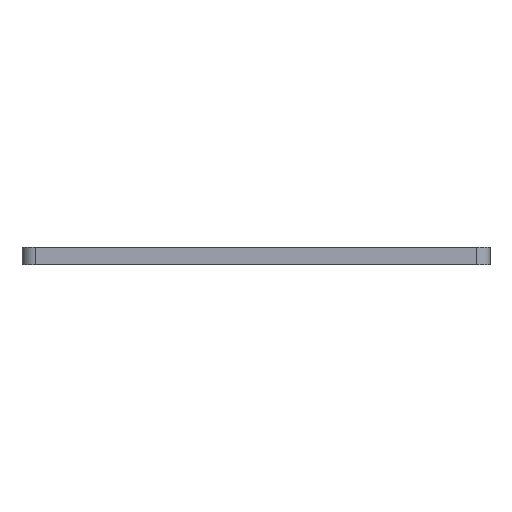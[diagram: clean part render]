
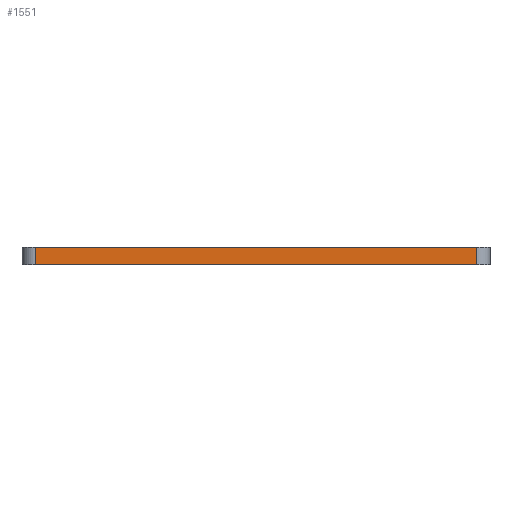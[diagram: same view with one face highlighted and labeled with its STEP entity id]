
A CAD part, front view. The second image highlights one B-rep face of the part: STEP entity #1551.
In plain terms, the highlighted planar face has unit normal (0, -1, 0).
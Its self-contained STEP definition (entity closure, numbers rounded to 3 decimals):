
#94 = PLANE('',#95);
#95 = AXIS2_PLACEMENT_3D('',#96,#97,#98);
#96 = CARTESIAN_POINT('',(-1481.5,442.012,2.));
#97 = DIRECTION('',(0.,0.,1.));
#98 = DIRECTION('',(0.,-1.,0.));
#170 = PLANE('',#171);
#171 = AXIS2_PLACEMENT_3D('',#172,#173,#174);
#172 = CARTESIAN_POINT('',(-1481.5,442.012,-2.));
#173 = DIRECTION('',(0.,0.,1.));
#174 = DIRECTION('',(0.,-1.,0.));
#336 = VERTEX_POINT('',#337);
#337 = CARTESIAN_POINT('',(49.5,-47.488,2.));
#356 = CYLINDRICAL_SURFACE('',#357,3.);
#357 = AXIS2_PLACEMENT_3D('',#358,#359,#360);
#358 = CARTESIAN_POINT('',(49.5,-44.488,-1203.944));
#359 = DIRECTION('',(0.,0.,-1.));
#360 = DIRECTION('',(1.,0.,0.));
#492 = VERTEX_POINT('',#493);
#493 = CARTESIAN_POINT('',(-49.5,-47.488,2.));
#512 = CYLINDRICAL_SURFACE('',#513,3.);
#513 = AXIS2_PLACEMENT_3D('',#514,#515,#516);
#514 = CARTESIAN_POINT('',(-49.5,-44.488,-1203.944));
#515 = DIRECTION('',(0.,0.,-1.));
#516 = DIRECTION('',(0.,-1.,0.));
#546 = EDGE_CURVE('',#336,#492,#547,.T.);
#547 = SURFACE_CURVE('',#548,(#552,#559),.PCURVE_S1.);
#548 = LINE('',#549,#550);
#549 = CARTESIAN_POINT('',(49.5,-47.488,2.));
#550 = VECTOR('',#551,1.);
#551 = DIRECTION('',(-1.,0.,0.));
#552 = PCURVE('',#94,#553);
#553 = DEFINITIONAL_REPRESENTATION('',(#554),#558);
#554 = LINE('',#555,#556);
#555 = CARTESIAN_POINT('',(489.5,1531.));
#556 = VECTOR('',#557,1.);
#557 = DIRECTION('',(0.,-1.));
#558 = ( GEOMETRIC_REPRESENTATION_CONTEXT(2) 
PARAMETRIC_REPRESENTATION_CONTEXT() REPRESENTATION_CONTEXT('2D SPACE',''
  ) );
#559 = PCURVE('',#560,#565);
#560 = PLANE('',#561);
#561 = AXIS2_PLACEMENT_3D('',#562,#563,#564);
#562 = CARTESIAN_POINT('',(-52.5,-47.488,-2.));
#563 = DIRECTION('',(0.,1.,0.));
#564 = DIRECTION('',(1.,0.,0.));
#565 = DEFINITIONAL_REPRESENTATION('',(#566),#570);
#566 = LINE('',#567,#568);
#567 = CARTESIAN_POINT('',(102.,-4.));
#568 = VECTOR('',#569,1.);
#569 = DIRECTION('',(-1.,0.));
#570 = ( GEOMETRIC_REPRESENTATION_CONTEXT(2) 
PARAMETRIC_REPRESENTATION_CONTEXT() REPRESENTATION_CONTEXT('2D SPACE',''
  ) );
#841 = EDGE_CURVE('',#842,#336,#844,.T.);
#842 = VERTEX_POINT('',#843);
#843 = CARTESIAN_POINT('',(49.5,-47.488,-2.));
#844 = SURFACE_CURVE('',#845,(#849,#878),.PCURVE_S1.);
#845 = LINE('',#846,#847);
#846 = CARTESIAN_POINT('',(49.5,-47.488,-2.));
#847 = VECTOR('',#848,1.);
#848 = DIRECTION('',(0.,0.,1.));
#849 = PCURVE('',#356,#850);
#850 = DEFINITIONAL_REPRESENTATION('',(#851),#877);
#851 = B_SPLINE_CURVE_WITH_KNOTS('',3,(#852,#853,#854,#855,#856,#857,
    #858,#859,#860,#861,#862,#863,#864,#865,#866,#867,#868,#869,#870,
    #871,#872,#873,#874,#875,#876),.UNSPECIFIED.,.F.,.F.,(4,1,1,1,1,1,1,
    1,1,1,1,1,1,1,1,1,1,1,1,1,1,1,4),(0.,0.182,
    0.364,0.545,0.727,0.909,
    1.091,1.273,1.455,1.636,
    1.818,2.,2.182,2.364,2.545,
    2.727,2.909,3.091,3.273,
    3.455,3.636,3.818,4.),
  .QUASI_UNIFORM_KNOTS.);
#852 = CARTESIAN_POINT('',(1.571,-1201.944));
#853 = CARTESIAN_POINT('',(1.571,-1202.005));
#854 = CARTESIAN_POINT('',(1.571,-1202.126));
#855 = CARTESIAN_POINT('',(1.571,-1202.308));
#856 = CARTESIAN_POINT('',(1.571,-1202.489));
#857 = CARTESIAN_POINT('',(1.571,-1202.671));
#858 = CARTESIAN_POINT('',(1.571,-1202.853));
#859 = CARTESIAN_POINT('',(1.571,-1203.035));
#860 = CARTESIAN_POINT('',(1.571,-1203.217));
#861 = CARTESIAN_POINT('',(1.571,-1203.399));
#862 = CARTESIAN_POINT('',(1.571,-1203.58));
#863 = CARTESIAN_POINT('',(1.571,-1203.762));
#864 = CARTESIAN_POINT('',(1.571,-1203.944));
#865 = CARTESIAN_POINT('',(1.571,-1204.126));
#866 = CARTESIAN_POINT('',(1.571,-1204.308));
#867 = CARTESIAN_POINT('',(1.571,-1204.489));
#868 = CARTESIAN_POINT('',(1.571,-1204.671));
#869 = CARTESIAN_POINT('',(1.571,-1204.853));
#870 = CARTESIAN_POINT('',(1.571,-1205.035));
#871 = CARTESIAN_POINT('',(1.571,-1205.217));
#872 = CARTESIAN_POINT('',(1.571,-1205.399));
#873 = CARTESIAN_POINT('',(1.571,-1205.58));
#874 = CARTESIAN_POINT('',(1.571,-1205.762));
#875 = CARTESIAN_POINT('',(1.571,-1205.883));
#876 = CARTESIAN_POINT('',(1.571,-1205.944));
#877 = ( GEOMETRIC_REPRESENTATION_CONTEXT(2) 
PARAMETRIC_REPRESENTATION_CONTEXT() REPRESENTATION_CONTEXT('2D SPACE',''
  ) );
#878 = PCURVE('',#560,#879);
#879 = DEFINITIONAL_REPRESENTATION('',(#880),#884);
#880 = LINE('',#881,#882);
#881 = CARTESIAN_POINT('',(102.,0.));
#882 = VECTOR('',#883,1.);
#883 = DIRECTION('',(0.,-1.));
#884 = ( GEOMETRIC_REPRESENTATION_CONTEXT(2) 
PARAMETRIC_REPRESENTATION_CONTEXT() REPRESENTATION_CONTEXT('2D SPACE',''
  ) );
#1100 = EDGE_CURVE('',#842,#1101,#1103,.T.);
#1101 = VERTEX_POINT('',#1102);
#1102 = CARTESIAN_POINT('',(-49.5,-47.488,-2.));
#1103 = SURFACE_CURVE('',#1104,(#1108,#1115),.PCURVE_S1.);
#1104 = LINE('',#1105,#1106);
#1105 = CARTESIAN_POINT('',(49.5,-47.488,-2.));
#1106 = VECTOR('',#1107,1.);
#1107 = DIRECTION('',(-1.,0.,0.));
#1108 = PCURVE('',#170,#1109);
#1109 = DEFINITIONAL_REPRESENTATION('',(#1110),#1114);
#1110 = LINE('',#1111,#1112);
#1111 = CARTESIAN_POINT('',(489.5,1531.));
#1112 = VECTOR('',#1113,1.);
#1113 = DIRECTION('',(0.,-1.));
#1114 = ( GEOMETRIC_REPRESENTATION_CONTEXT(2) 
PARAMETRIC_REPRESENTATION_CONTEXT() REPRESENTATION_CONTEXT('2D SPACE',''
  ) );
#1115 = PCURVE('',#560,#1116);
#1116 = DEFINITIONAL_REPRESENTATION('',(#1117),#1121);
#1117 = LINE('',#1118,#1119);
#1118 = CARTESIAN_POINT('',(102.,0.));
#1119 = VECTOR('',#1120,1.);
#1120 = DIRECTION('',(-1.,0.));
#1121 = ( GEOMETRIC_REPRESENTATION_CONTEXT(2) 
PARAMETRIC_REPRESENTATION_CONTEXT() REPRESENTATION_CONTEXT('2D SPACE',''
  ) );
#1509 = EDGE_CURVE('',#492,#1101,#1510,.T.);
#1510 = SURFACE_CURVE('',#1511,(#1515,#1544),.PCURVE_S1.);
#1511 = LINE('',#1512,#1513);
#1512 = CARTESIAN_POINT('',(-49.5,-47.488,2.));
#1513 = VECTOR('',#1514,1.);
#1514 = DIRECTION('',(0.,0.,-1.));
#1515 = PCURVE('',#512,#1516);
#1516 = DEFINITIONAL_REPRESENTATION('',(#1517),#1543);
#1517 = B_SPLINE_CURVE_WITH_KNOTS('',3,(#1518,#1519,#1520,#1521,#1522,
    #1523,#1524,#1525,#1526,#1527,#1528,#1529,#1530,#1531,#1532,#1533,
    #1534,#1535,#1536,#1537,#1538,#1539,#1540,#1541,#1542),
  .UNSPECIFIED.,.F.,.F.,(4,1,1,1,1,1,1,1,1,1,1,1,1,1,1,1,1,1,1,1,1,1,4),
  (0.,0.182,0.364,0.545,0.727,
    0.909,1.091,1.273,1.455,
    1.636,1.818,2.,2.182,2.364,
    2.545,2.727,2.909,3.091,
    3.273,3.455,3.636,3.818,4.),
  .QUASI_UNIFORM_KNOTS.);
#1518 = CARTESIAN_POINT('',(0.,-1205.944));
#1519 = CARTESIAN_POINT('',(0.,-1205.883));
#1520 = CARTESIAN_POINT('',(0.,-1205.762));
#1521 = CARTESIAN_POINT('',(0.,-1205.58));
#1522 = CARTESIAN_POINT('',(0.,-1205.399));
#1523 = CARTESIAN_POINT('',(0.,-1205.217));
#1524 = CARTESIAN_POINT('',(0.,-1205.035));
#1525 = CARTESIAN_POINT('',(0.,-1204.853));
#1526 = CARTESIAN_POINT('',(0.,-1204.671));
#1527 = CARTESIAN_POINT('',(0.,-1204.489));
#1528 = CARTESIAN_POINT('',(0.,-1204.308));
#1529 = CARTESIAN_POINT('',(0.,-1204.126));
#1530 = CARTESIAN_POINT('',(0.,-1203.944));
#1531 = CARTESIAN_POINT('',(0.,-1203.762));
#1532 = CARTESIAN_POINT('',(0.,-1203.58));
#1533 = CARTESIAN_POINT('',(0.,-1203.399));
#1534 = CARTESIAN_POINT('',(0.,-1203.217));
#1535 = CARTESIAN_POINT('',(0.,-1203.035));
#1536 = CARTESIAN_POINT('',(0.,-1202.853));
#1537 = CARTESIAN_POINT('',(0.,-1202.671));
#1538 = CARTESIAN_POINT('',(0.,-1202.489));
#1539 = CARTESIAN_POINT('',(0.,-1202.308));
#1540 = CARTESIAN_POINT('',(0.,-1202.126));
#1541 = CARTESIAN_POINT('',(0.,-1202.005));
#1542 = CARTESIAN_POINT('',(0.,-1201.944));
#1543 = ( GEOMETRIC_REPRESENTATION_CONTEXT(2) 
PARAMETRIC_REPRESENTATION_CONTEXT() REPRESENTATION_CONTEXT('2D SPACE',''
  ) );
#1544 = PCURVE('',#560,#1545);
#1545 = DEFINITIONAL_REPRESENTATION('',(#1546),#1550);
#1546 = LINE('',#1547,#1548);
#1547 = CARTESIAN_POINT('',(3.,-4.));
#1548 = VECTOR('',#1549,1.);
#1549 = DIRECTION('',(0.,1.));
#1550 = ( GEOMETRIC_REPRESENTATION_CONTEXT(2) 
PARAMETRIC_REPRESENTATION_CONTEXT() REPRESENTATION_CONTEXT('2D SPACE',''
  ) );
#1551 = ADVANCED_FACE('',(#1552),#560,.F.);
#1552 = FACE_BOUND('',#1553,.T.);
#1553 = EDGE_LOOP('',(#1554,#1555,#1556,#1557));
#1554 = ORIENTED_EDGE('',*,*,#841,.T.);
#1555 = ORIENTED_EDGE('',*,*,#546,.T.);
#1556 = ORIENTED_EDGE('',*,*,#1509,.T.);
#1557 = ORIENTED_EDGE('',*,*,#1100,.F.);
